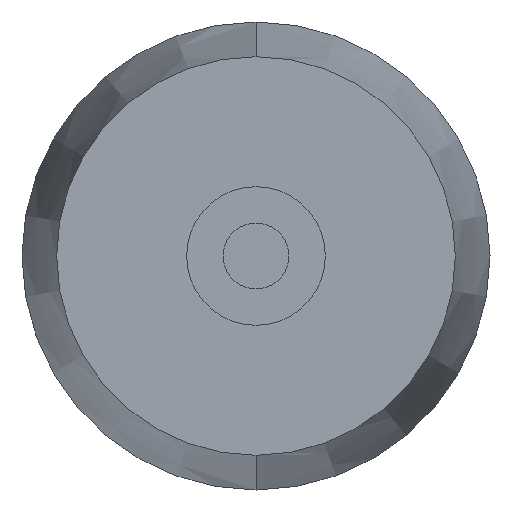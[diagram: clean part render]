
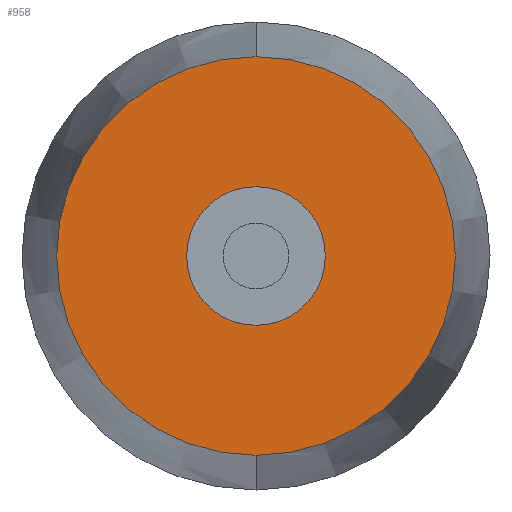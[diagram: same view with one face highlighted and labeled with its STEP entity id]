
A CAD part, front view. The second image highlights one B-rep face of the part: STEP entity #958.
In plain terms, the highlighted planar face has unit normal (0, -1, 0).
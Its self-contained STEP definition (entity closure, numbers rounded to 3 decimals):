
#20 = AXIS2_PLACEMENT_3D ( 'NONE', #851, #296, #772 ) ;
#27 = DIRECTION ( 'NONE',  ( 0., 0., 1. ) ) ;
#55 = ORIENTED_EDGE ( 'NONE', *, *, #428, .F. ) ;
#58 = ORIENTED_EDGE ( 'NONE', *, *, #446, .F. ) ;
#65 = ORIENTED_EDGE ( 'NONE', *, *, #866, .F. ) ;
#109 = CARTESIAN_POINT ( 'NONE',  ( 0., 0., 0. ) ) ;
#149 = PLANE ( 'NONE',  #335 ) ;
#159 = CARTESIAN_POINT ( 'NONE',  ( 0., 0., 2. ) ) ;
#169 = VERTEX_POINT ( 'NONE', #159 ) ;
#180 = DIRECTION ( 'NONE',  ( 0., 0., 1. ) ) ;
#258 = AXIS2_PLACEMENT_3D ( 'NONE', #259, #735, #180 ) ;
#259 = CARTESIAN_POINT ( 'NONE',  ( 0., 0., 0. ) ) ;
#296 = DIRECTION ( 'NONE',  ( 0., -1., 0. ) ) ;
#307 = CIRCLE ( 'NONE', #258, 5.75 ) ;
#311 = AXIS2_PLACEMENT_3D ( 'NONE', #109, #950, #27 ) ;
#329 = CARTESIAN_POINT ( 'NONE',  ( 0., 0., -2. ) ) ;
#335 = AXIS2_PLACEMENT_3D ( 'NONE', #457, #373, #859 ) ;
#348 = AXIS2_PLACEMENT_3D ( 'NONE', #490, #951, #402 ) ;
#352 = CIRCLE ( 'NONE', #348, 5.75 ) ;
#356 = ORIENTED_EDGE ( 'NONE', *, *, #548, .F. ) ;
#373 = DIRECTION ( 'NONE',  ( 0., 1., 0. ) ) ;
#389 = VERTEX_POINT ( 'NONE', #827 ) ;
#402 = DIRECTION ( 'NONE',  ( 0., 0., 1. ) ) ;
#428 = EDGE_CURVE ( 'NONE', #845, #169, #731, .T. ) ;
#435 = EDGE_LOOP ( 'NONE', ( #356, #55 ) ) ;
#446 = EDGE_CURVE ( 'NONE', #651, #389, #307, .T. ) ;
#457 = CARTESIAN_POINT ( 'NONE',  ( 0., 0., 0. ) ) ;
#477 = CIRCLE ( 'NONE', #20, 2. ) ;
#490 = CARTESIAN_POINT ( 'NONE',  ( 0., 0., 0. ) ) ;
#496 = FACE_OUTER_BOUND ( 'NONE', #820, .T. ) ;
#548 = EDGE_CURVE ( 'NONE', #169, #845, #477, .T. ) ;
#651 = VERTEX_POINT ( 'NONE', #676 ) ;
#676 = CARTESIAN_POINT ( 'NONE',  ( 0., 0., -5.75 ) ) ;
#731 = CIRCLE ( 'NONE', #311, 2. ) ;
#735 = DIRECTION ( 'NONE',  ( 0., 1., 0. ) ) ;
#772 = DIRECTION ( 'NONE',  ( 0., 0., 1. ) ) ;
#820 = EDGE_LOOP ( 'NONE', ( #65, #58 ) ) ;
#827 = CARTESIAN_POINT ( 'NONE',  ( 0., 0., 5.75 ) ) ;
#845 = VERTEX_POINT ( 'NONE', #329 ) ;
#851 = CARTESIAN_POINT ( 'NONE',  ( 0., 0., 0. ) ) ;
#859 = DIRECTION ( 'NONE',  ( 0., 0., 1. ) ) ;
#866 = EDGE_CURVE ( 'NONE', #389, #651, #352, .T. ) ;
#919 = FACE_BOUND ( 'NONE', #435, .T. ) ;
#950 = DIRECTION ( 'NONE',  ( 0., -1., 0. ) ) ;
#951 = DIRECTION ( 'NONE',  ( 0., 1., 0. ) ) ;
#958 = ADVANCED_FACE ( 'NONE', ( #919, #496 ), #149, .F. ) ;
